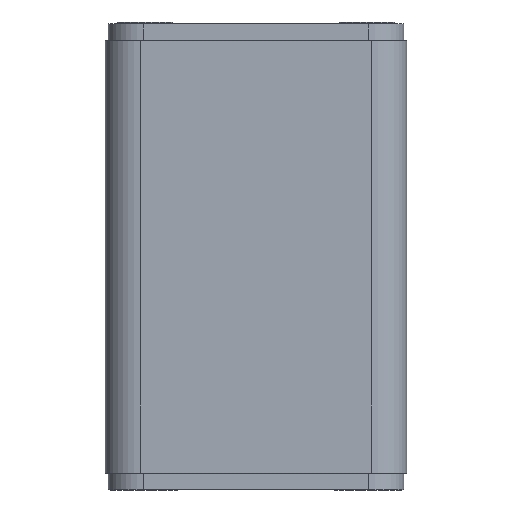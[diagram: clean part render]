
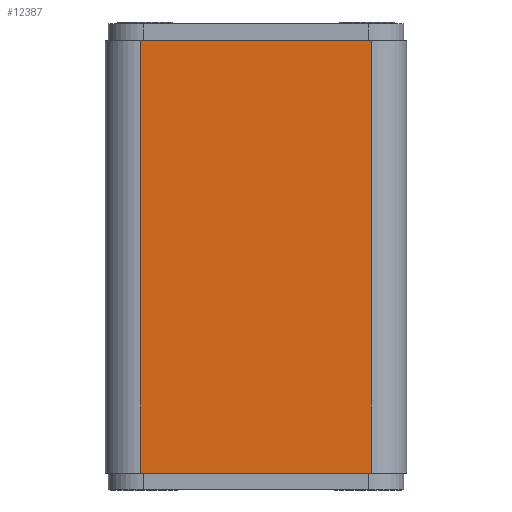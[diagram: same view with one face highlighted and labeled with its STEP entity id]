
A CAD part, front view. The second image highlights one B-rep face of the part: STEP entity #12387.
In plain terms, the highlighted face is planar.
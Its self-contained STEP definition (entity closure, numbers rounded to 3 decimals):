
#83 = LINE ( 'NONE', #4375, #12750 ) ;
#404 = ORIENTED_EDGE ( 'NONE', *, *, #9661, .F. ) ;
#1188 = VECTOR ( 'NONE', #13998, 1000. ) ;
#1692 = DIRECTION ( 'NONE',  ( 0., -1., 0. ) ) ;
#2370 = CARTESIAN_POINT ( 'NONE',  ( 0., 12.9, 37. ) ) ;
#4375 = CARTESIAN_POINT ( 'NONE',  ( 0., 12.9, 0. ) ) ;
#7179 = FACE_OUTER_BOUND ( 'NONE', #17187, .T. ) ;
#9104 = VECTOR ( 'NONE', #19018, 1000. ) ;
#9277 = EDGE_CURVE ( 'NONE', #26333, #18115, #9888, .T. ) ;
#9661 = EDGE_CURVE ( 'NONE', #26333, #17593, #16156, .T. ) ;
#9888 = LINE ( 'NONE', #12539, #19204 ) ;
#10486 = LINE ( 'NONE', #23375, #1188 ) ;
#10750 = VERTEX_POINT ( 'NONE', #27866 ) ;
#11274 = EDGE_CURVE ( 'NONE', #18115, #10750, #83, .T. ) ;
#12387 = ADVANCED_FACE ( 'NONE', ( #7179 ), #27544, .F. ) ;
#12539 = CARTESIAN_POINT ( 'NONE',  ( 22.8, 12.9, 37. ) ) ;
#12750 = VECTOR ( 'NONE', #13552, 1000. ) ;
#12848 = EDGE_CURVE ( 'NONE', #10750, #17593, #10486, .T. ) ;
#12981 = ORIENTED_EDGE ( 'NONE', *, *, #11274, .T. ) ;
#13552 = DIRECTION ( 'NONE',  ( -1., 0., 0. ) ) ;
#13568 = CARTESIAN_POINT ( 'NONE',  ( 22.8, 12.9, 37. ) ) ;
#13998 = DIRECTION ( 'NONE',  ( 0., 0., 1. ) ) ;
#14831 = DIRECTION ( 'NONE',  ( 0., 0., -1. ) ) ;
#15761 = CARTESIAN_POINT ( 'NONE',  ( 0., 12.9, 37. ) ) ;
#16156 = LINE ( 'NONE', #2370, #9104 ) ;
#17187 = EDGE_LOOP ( 'NONE', ( #404, #20829, #12981, #29627 ) ) ;
#17593 = VERTEX_POINT ( 'NONE', #30393 ) ;
#18115 = VERTEX_POINT ( 'NONE', #19715 ) ;
#19018 = DIRECTION ( 'NONE',  ( -1., 0., 0. ) ) ;
#19204 = VECTOR ( 'NONE', #14831, 1000. ) ;
#19715 = CARTESIAN_POINT ( 'NONE',  ( 22.8, 12.9, 0. ) ) ;
#20829 = ORIENTED_EDGE ( 'NONE', *, *, #9277, .T. ) ;
#20961 = AXIS2_PLACEMENT_3D ( 'NONE', #15761, #1692, #22857 ) ;
#22857 = DIRECTION ( 'NONE',  ( 0., 0., -1. ) ) ;
#23375 = CARTESIAN_POINT ( 'NONE',  ( 3., 12.9, 37. ) ) ;
#26333 = VERTEX_POINT ( 'NONE', #13568 ) ;
#27544 = PLANE ( 'NONE',  #20961 ) ;
#27866 = CARTESIAN_POINT ( 'NONE',  ( 3., 12.9, 0. ) ) ;
#29627 = ORIENTED_EDGE ( 'NONE', *, *, #12848, .T. ) ;
#30393 = CARTESIAN_POINT ( 'NONE',  ( 3., 12.9, 37. ) ) ;
